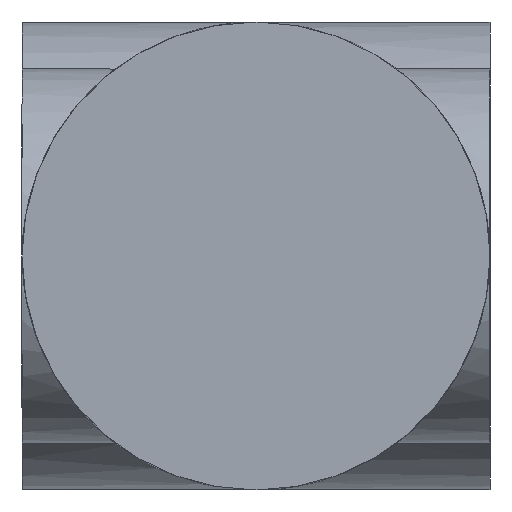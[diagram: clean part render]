
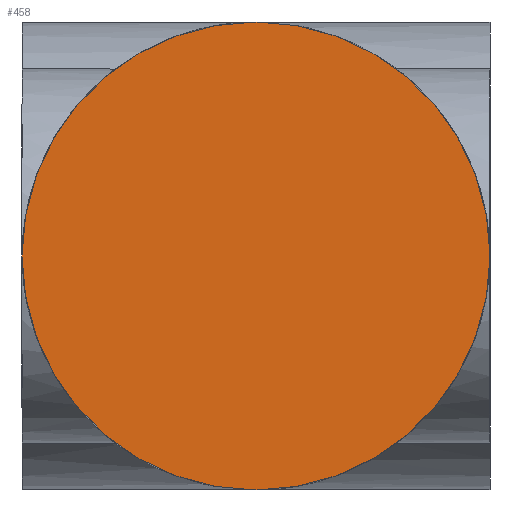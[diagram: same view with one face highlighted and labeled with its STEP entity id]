
A CAD part, left-side view. The second image highlights one B-rep face of the part: STEP entity #458.
In plain terms, the highlighted planar face has unit normal (-1, 0, 0).
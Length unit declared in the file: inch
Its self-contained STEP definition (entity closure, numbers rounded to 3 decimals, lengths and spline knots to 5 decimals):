
#31 = AXIS2_PLACEMENT_3D ( 'NONE', #622, #134, #674 ) ;
#43 = CIRCLE ( 'NONE', #427, 0.125 ) ;
#88 = DIRECTION ( 'NONE',  ( 0., 0., -1. ) ) ;
#93 = ORIENTED_EDGE ( 'NONE', *, *, #654, .F. ) ;
#101 = CARTESIAN_POINT ( 'NONE',  ( -5.72744, 0., 0. ) ) ;
#134 = DIRECTION ( 'NONE',  ( 1., 0., 0. ) ) ;
#312 = VERTEX_POINT ( 'NONE', #414 ) ;
#343 = DIRECTION ( 'NONE',  ( 1., 0., 0. ) ) ;
#347 = EDGE_LOOP ( 'NONE', ( #438, #93 ) ) ;
#392 = VERTEX_POINT ( 'NONE', #598 ) ;
#398 = DIRECTION ( 'NONE',  ( 0., 0., -1. ) ) ;
#414 = CARTESIAN_POINT ( 'NONE',  ( -5.72744, 0., 0.125 ) ) ;
#427 = AXIS2_PLACEMENT_3D ( 'NONE', #457, #343, #88 ) ;
#438 = ORIENTED_EDGE ( 'NONE', *, *, #667, .F. ) ;
#449 = AXIS2_PLACEMENT_3D ( 'NONE', #101, #635, #398 ) ;
#457 = CARTESIAN_POINT ( 'NONE',  ( -5.72744, 0., 0. ) ) ;
#458 = ADVANCED_FACE ( 'NONE', ( #495 ), #489, .F. ) ;
#489 = PLANE ( 'NONE',  #31 ) ;
#495 = FACE_OUTER_BOUND ( 'NONE', #347, .T. ) ;
#597 = CIRCLE ( 'NONE', #449, 0.125 ) ;
#598 = CARTESIAN_POINT ( 'NONE',  ( -5.72744, 0., -0.125 ) ) ;
#622 = CARTESIAN_POINT ( 'NONE',  ( -5.72744, 0., 0. ) ) ;
#635 = DIRECTION ( 'NONE',  ( 1., 0., 0. ) ) ;
#654 = EDGE_CURVE ( 'NONE', #392, #312, #43, .T. ) ;
#667 = EDGE_CURVE ( 'NONE', #312, #392, #597, .T. ) ;
#674 = DIRECTION ( 'NONE',  ( 0., 0., -1. ) ) ;
